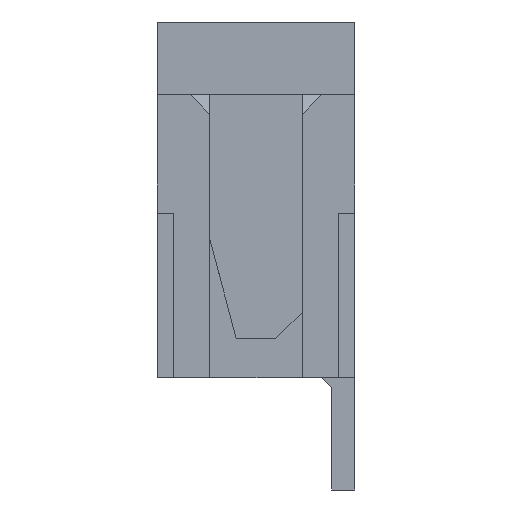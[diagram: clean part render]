
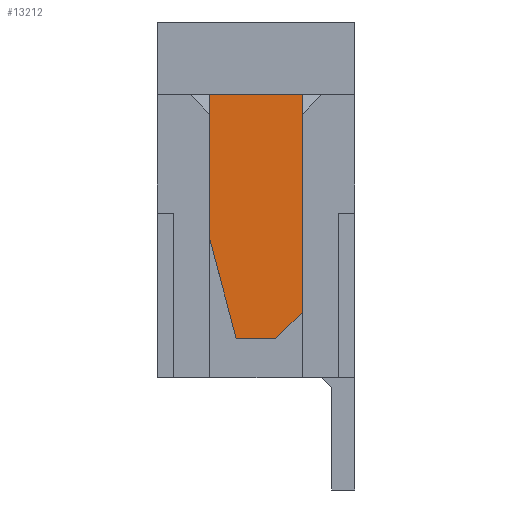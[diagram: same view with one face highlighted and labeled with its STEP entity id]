
A CAD part, left-side view. The second image highlights one B-rep face of the part: STEP entity #13212.
In plain terms, the highlighted planar face has unit normal (-1, 0, 0).
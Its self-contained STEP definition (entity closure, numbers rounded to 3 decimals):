
#3801=ORIENTED_EDGE('',*,*,#5768,.F.);
#3802=ORIENTED_EDGE('',*,*,#5769,.T.);
#3803=ORIENTED_EDGE('',*,*,#5762,.T.);
#3804=ORIENTED_EDGE('',*,*,#5731,.T.);
#3805=ORIENTED_EDGE('',*,*,#5770,.F.);
#3806=ORIENTED_EDGE('',*,*,#5771,.T.);
#5731=EDGE_CURVE('',#6948,#6949,#8773,.T.);
#5762=EDGE_CURVE('',#6970,#6948,#8804,.T.);
#5768=EDGE_CURVE('',#6975,#6976,#8810,.T.);
#5769=EDGE_CURVE('',#6975,#6970,#8811,.T.);
#5770=EDGE_CURVE('',#6977,#6949,#8812,.T.);
#5771=EDGE_CURVE('',#6977,#6976,#8813,.T.);
#6948=VERTEX_POINT('',#20720);
#6949=VERTEX_POINT('',#20721);
#6970=VERTEX_POINT('',#20783);
#6975=VERTEX_POINT('',#20795);
#6976=VERTEX_POINT('',#20796);
#6977=VERTEX_POINT('',#20799);
#8773=LINE('',#20719,#10635);
#8804=LINE('',#20782,#10666);
#8810=LINE('',#20794,#10672);
#8811=LINE('',#20797,#10673);
#8812=LINE('',#20798,#10674);
#8813=LINE('',#20800,#10675);
#10635=VECTOR('',#16995,1000.);
#10666=VECTOR('',#17046,1000.);
#10672=VECTOR('',#17054,1000.);
#10673=VECTOR('',#17055,1000.);
#10674=VECTOR('',#17056,1000.);
#10675=VECTOR('',#17057,1000.);
#11332=EDGE_LOOP('',(#3801,#3802,#3803,#3804,#3805,#3806));
#11964=FACE_BOUND('',#11332,.T.);
#12582=PLANE('',#13935);
#13212=ADVANCED_FACE('',(#11964),#12582,.F.);
#13935=AXIS2_PLACEMENT_3D('',#20793,#17052,#17053);
#16995=DIRECTION('',(0.,1.,0.));
#17046=DIRECTION('',(0.,0.,1.));
#17052=DIRECTION('',(1.,0.,0.));
#17053=DIRECTION('',(0.,0.,-1.));
#17054=DIRECTION('',(0.,1.,0.));
#17055=DIRECTION('',(0.,-0.707,0.707));
#17056=DIRECTION('',(0.,0.,1.));
#17057=DIRECTION('',(0.,-0.258,-0.966));
#20719=CARTESIAN_POINT('',(-13.75,-0.7,-0.55));
#20720=CARTESIAN_POINT('',(-13.75,-0.7,-0.55));
#20721=CARTESIAN_POINT('',(-13.75,0.7,-0.55));
#20782=CARTESIAN_POINT('',(-13.75,-0.7,-4.25));
#20783=CARTESIAN_POINT('',(-13.75,-0.7,-3.85));
#20793=CARTESIAN_POINT('',(-13.75,-0.7,-4.25));
#20794=CARTESIAN_POINT('',(-13.75,-0.7,-4.25));
#20795=CARTESIAN_POINT('',(-13.75,-0.3,-4.25));
#20796=CARTESIAN_POINT('',(-13.75,0.3,-4.25));
#20797=CARTESIAN_POINT('',(-13.75,-0.3,-4.25));
#20798=CARTESIAN_POINT('',(-13.75,0.7,-4.25));
#20799=CARTESIAN_POINT('',(-13.75,0.7,-2.75));
#20800=CARTESIAN_POINT('',(-13.75,0.3,-4.25));
